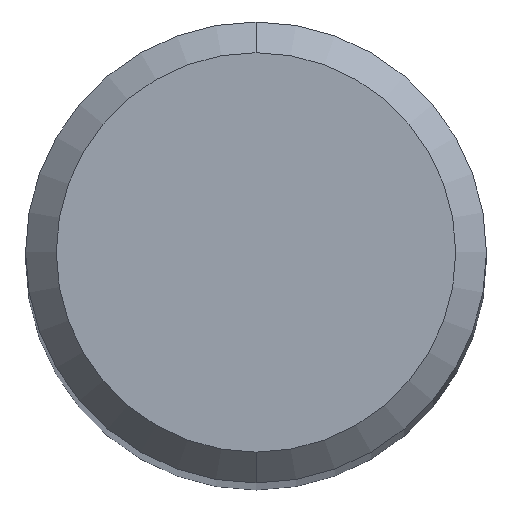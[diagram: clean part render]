
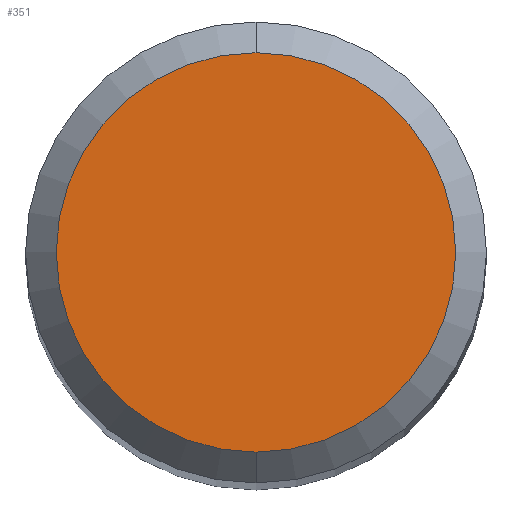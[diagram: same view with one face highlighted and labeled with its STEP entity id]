
A CAD part, top view. The second image highlights one B-rep face of the part: STEP entity #351.
In plain terms, the highlighted planar face has unit normal (0, 0, 1).
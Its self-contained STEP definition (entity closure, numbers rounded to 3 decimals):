
#195=EDGE_CURVE('',#227,#463,#503,.T.);
#227=VERTEX_POINT('',#539);
#297=EDGE_CURVE('',#463,#227,#617,.T.);
#351=ADVANCED_FACE('',(#677),#678,.T.);
#463=VERTEX_POINT('',#800);
#503=CIRCLE('',#880,2.6);
#539=CARTESIAN_POINT('',(0.,-2.6,0.0));
#617=CIRCLE('',#1115,2.6);
#677=FACE_OUTER_BOUND('',#1228,.T.);
#678=PLANE('',#1229);
#800=CARTESIAN_POINT('',(0.0,2.6,0.0));
#880=AXIS2_PLACEMENT_3D('',#1461,#1462,#1463);
#1115=AXIS2_PLACEMENT_3D('',#1587,#1588,#1589);
#1228=EDGE_LOOP('',(#1658,#1659));
#1229=AXIS2_PLACEMENT_3D('',#1660,#1661,#1662);
#1461=CARTESIAN_POINT('',(0.0,0.0,0.0));
#1462=DIRECTION('',(0.0,0.0,-1.0));
#1463=DIRECTION('',(0.0,1.0,0.0));
#1587=CARTESIAN_POINT('',(0.0,0.0,0.0));
#1588=DIRECTION('',(0.0,0.0,-1.0));
#1589=DIRECTION('',(0.0,1.0,0.0));
#1658=ORIENTED_EDGE('',*,*,#297,.F.);
#1659=ORIENTED_EDGE('',*,*,#195,.F.);
#1660=CARTESIAN_POINT('',(0.0,1.3,0.0));
#1661=DIRECTION('',(-0.0,0.0,1.0));
#1662=DIRECTION('',(0.0,-1.0,0.0));
